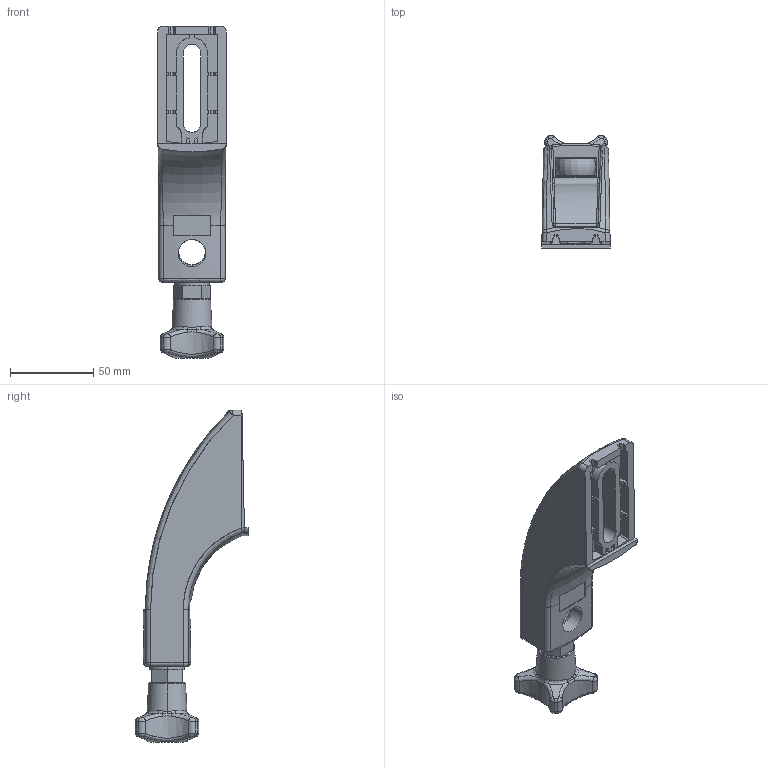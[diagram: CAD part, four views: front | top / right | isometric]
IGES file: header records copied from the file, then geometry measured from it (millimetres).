
Start section:  PTC IGES file: s0107655532n.igs
Global section: file name: s0107655532n.igs; native system: Pro/ENGINEER by Parametric Technology Corporation; preprocessor: 2009380; author: rcru51; organization: Rex Nord Marbet spa; date: 20100120.115055; units: millimetre
Bounding box: 41 x 68.11 x 199.47 mm (x, y, z)
Surface area: 41978.2 mm2 (no closed solid volume)
Topology: 0 solids, 0 shells, 307 faces, 1572 edges, 1572 vertices
Faces by surface type: bspline 200, revolution 101, extrusion 6
